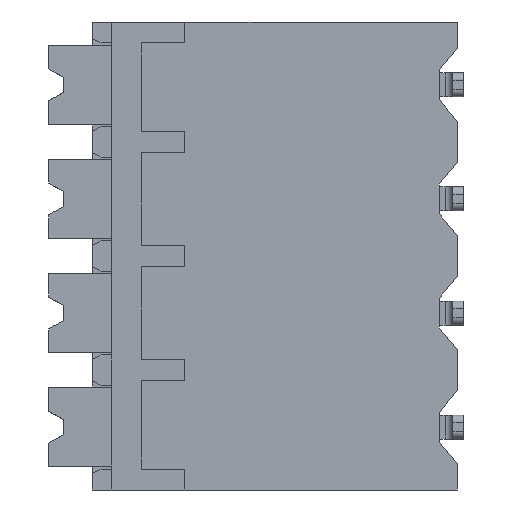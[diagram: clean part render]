
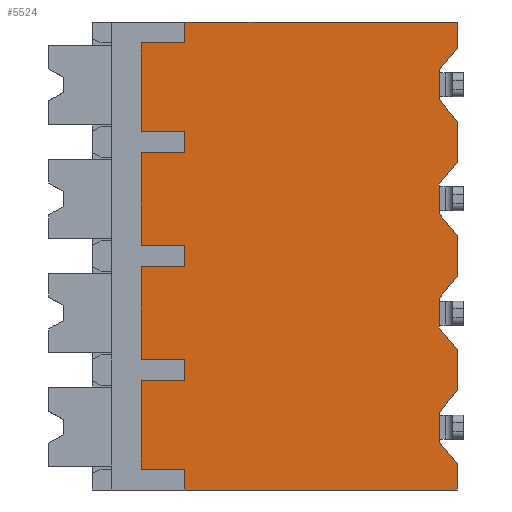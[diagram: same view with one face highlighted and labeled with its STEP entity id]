
A CAD part, left-side view. The second image highlights one B-rep face of the part: STEP entity #5524.
In plain terms, the highlighted planar face has unit normal (-1, 0, 0).
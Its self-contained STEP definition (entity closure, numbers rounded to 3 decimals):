
#50=DIRECTION('',(0.,-1.,0.));
#51=VECTOR('',#50,9.1);
#52=CARTESIAN_POINT('',(0.,9.1,-13.53));
#53=LINE('',#52,#51);
#354=DIRECTION('',(0.,0.,1.));
#355=VECTOR('',#354,0.71);
#356=CARTESIAN_POINT('',(0.,9.1,-9.88));
#357=LINE('',#356,#355);
#358=DIRECTION('',(0.,-1.,0.));
#359=VECTOR('',#358,1.45);
#360=CARTESIAN_POINT('',(0.,10.55,-9.17));
#361=LINE('',#360,#359);
#362=DIRECTION('',(0.,0.,1.));
#363=VECTOR('',#362,3.1);
#364=CARTESIAN_POINT('',(0.,10.55,-9.17));
#365=LINE('',#364,#363);
#366=DIRECTION('',(0.,1.,0.));
#367=VECTOR('',#366,1.45);
#368=CARTESIAN_POINT('',(0.,9.1,-6.07));
#369=LINE('',#368,#367);
#370=DIRECTION('',(0.,0.,1.));
#371=VECTOR('',#370,0.71);
#372=CARTESIAN_POINT('',(0.,9.1,-6.07));
#373=LINE('',#372,#371);
#374=DIRECTION('',(0.,-1.,0.));
#375=VECTOR('',#374,1.45);
#376=CARTESIAN_POINT('',(0.,10.55,-5.36));
#377=LINE('',#376,#375);
#378=DIRECTION('',(0.,0.,1.));
#379=VECTOR('',#378,3.1);
#380=CARTESIAN_POINT('',(0.,10.55,-5.36));
#381=LINE('',#380,#379);
#382=DIRECTION('',(0.,1.,0.));
#383=VECTOR('',#382,1.45);
#384=CARTESIAN_POINT('',(0.,9.1,-2.26));
#385=LINE('',#384,#383);
#386=DIRECTION('',(0.,0.,1.));
#387=VECTOR('',#386,0.71);
#388=CARTESIAN_POINT('',(0.,9.1,-2.26));
#389=LINE('',#388,#387);
#390=DIRECTION('',(0.,-1.,0.));
#391=VECTOR('',#390,1.45);
#392=CARTESIAN_POINT('',(0.,10.55,-1.55));
#393=LINE('',#392,#391);
#394=DIRECTION('',(0.,0.,1.));
#395=VECTOR('',#394,2.95);
#396=CARTESIAN_POINT('',(0.,10.55,-1.55));
#397=LINE('',#396,#395);
#398=DIRECTION('',(0.,1.,0.));
#399=VECTOR('',#398,1.45);
#400=CARTESIAN_POINT('',(0.,9.1,1.4));
#401=LINE('',#400,#399);
#402=DIRECTION('',(0.,0.,1.));
#403=VECTOR('',#402,0.7);
#404=CARTESIAN_POINT('',(0.,9.1,1.4));
#405=LINE('',#404,#403);
#406=DIRECTION('',(0.,-0.643,0.766));
#407=VECTOR('',#406,0.933);
#408=CARTESIAN_POINT('',(0.,0.6,0.5));
#409=LINE('',#408,#407);
#410=DIRECTION('',(0.,0.,1.));
#411=VECTOR('',#410,1.);
#412=CARTESIAN_POINT('',(0.,0.6,-0.5));
#413=LINE('',#412,#411);
#414=DIRECTION('',(0.,0.643,0.766));
#415=VECTOR('',#414,0.933);
#416=CARTESIAN_POINT('',(0.,0.,-1.215));
#417=LINE('',#416,#415);
#418=DIRECTION('',(0.,-0.643,0.766));
#419=VECTOR('',#418,0.933);
#420=CARTESIAN_POINT('',(0.,0.6,-3.31));
#421=LINE('',#420,#419);
#422=DIRECTION('',(0.,0.,1.));
#423=VECTOR('',#422,1.);
#424=CARTESIAN_POINT('',(0.,0.6,-4.31));
#425=LINE('',#424,#423);
#426=DIRECTION('',(0.,0.643,0.766));
#427=VECTOR('',#426,0.933);
#428=CARTESIAN_POINT('',(0.,0.,-5.025));
#429=LINE('',#428,#427);
#430=DIRECTION('',(0.,-0.643,0.766));
#431=VECTOR('',#430,0.933);
#432=CARTESIAN_POINT('',(0.,0.6,-7.12));
#433=LINE('',#432,#431);
#434=DIRECTION('',(0.,0.,1.));
#435=VECTOR('',#434,1.);
#436=CARTESIAN_POINT('',(0.,0.6,-8.12));
#437=LINE('',#436,#435);
#438=DIRECTION('',(0.,0.643,0.766));
#439=VECTOR('',#438,0.933);
#440=CARTESIAN_POINT('',(0.,0.,-8.835));
#441=LINE('',#440,#439);
#442=DIRECTION('',(0.,-0.643,0.766));
#443=VECTOR('',#442,0.933);
#444=CARTESIAN_POINT('',(0.,0.6,-10.93));
#445=LINE('',#444,#443);
#446=DIRECTION('',(0.,0.,1.));
#447=VECTOR('',#446,1.);
#448=CARTESIAN_POINT('',(0.,0.6,-11.93));
#449=LINE('',#448,#447);
#450=DIRECTION('',(0.,0.643,0.766));
#451=VECTOR('',#450,0.933);
#452=CARTESIAN_POINT('',(0.,0.,-12.645));
#453=LINE('',#452,#451);
#454=DIRECTION('',(0.,0.,1.));
#455=VECTOR('',#454,0.7);
#456=CARTESIAN_POINT('',(0.,9.1,-13.53));
#457=LINE('',#456,#455);
#458=DIRECTION('',(0.,-1.,0.));
#459=VECTOR('',#458,1.45);
#460=CARTESIAN_POINT('',(0.,10.55,-12.83));
#461=LINE('',#460,#459);
#462=DIRECTION('',(0.,0.,1.));
#463=VECTOR('',#462,2.95);
#464=CARTESIAN_POINT('',(0.,10.55,-12.83));
#465=LINE('',#464,#463);
#466=DIRECTION('',(0.,1.,0.));
#467=VECTOR('',#466,1.45);
#468=CARTESIAN_POINT('',(0.,9.1,-9.88));
#469=LINE('',#468,#467);
#1164=DIRECTION('',(0.,-1.,0.));
#1165=VECTOR('',#1164,9.1);
#1166=CARTESIAN_POINT('',(0.,9.1,2.1));
#1167=LINE('',#1166,#1165);
#1345=DIRECTION('',(0.,0.,1.));
#1346=VECTOR('',#1345,0.885);
#1347=CARTESIAN_POINT('',(0.,0.,1.215));
#1348=LINE('',#1347,#1346);
#1357=DIRECTION('',(0.,0.,1.));
#1358=VECTOR('',#1357,1.38);
#1359=CARTESIAN_POINT('',(0.,0.,-2.595));
#1360=LINE('',#1359,#1358);
#1377=DIRECTION('',(0.,0.,1.));
#1378=VECTOR('',#1377,1.38);
#1379=CARTESIAN_POINT('',(0.,0.,-6.405));
#1380=LINE('',#1379,#1378);
#1401=DIRECTION('',(0.,0.,1.));
#1402=VECTOR('',#1401,0.885);
#1403=CARTESIAN_POINT('',(0.,0.,-13.53));
#1404=LINE('',#1403,#1402);
#1409=DIRECTION('',(0.,0.,1.));
#1410=VECTOR('',#1409,1.38);
#1411=CARTESIAN_POINT('',(0.,0.,-10.215));
#1412=LINE('',#1411,#1410);
#3921=CARTESIAN_POINT('',(0.,9.1,-13.53));
#3922=VERTEX_POINT('',#3921);
#3923=CARTESIAN_POINT('',(0.,0.,-13.53));
#3924=VERTEX_POINT('',#3923);
#3949=CARTESIAN_POINT('',(0.,9.1,2.1));
#3950=VERTEX_POINT('',#3949);
#3951=CARTESIAN_POINT('',(0.,0.,2.1));
#3952=VERTEX_POINT('',#3951);
#4507=CARTESIAN_POINT('',(0.,9.1,1.4));
#4508=VERTEX_POINT('',#4507);
#4509=CARTESIAN_POINT('',(0.,10.55,1.4));
#4510=VERTEX_POINT('',#4509);
#4515=CARTESIAN_POINT('',(0.,9.1,-12.83));
#4516=VERTEX_POINT('',#4515);
#4517=CARTESIAN_POINT('',(0.,10.55,-12.83));
#4518=VERTEX_POINT('',#4517);
#4679=CARTESIAN_POINT('',(0.,0.,-1.215));
#4680=CARTESIAN_POINT('',(0.,0.6,-0.5));
#4681=VERTEX_POINT('',#4679);
#4682=VERTEX_POINT('',#4680);
#4683=CARTESIAN_POINT('',(0.,0.6,0.5));
#4684=VERTEX_POINT('',#4683);
#4685=CARTESIAN_POINT('',(0.,0.,1.215));
#4686=VERTEX_POINT('',#4685);
#4695=CARTESIAN_POINT('',(0.,0.,-5.025));
#4696=CARTESIAN_POINT('',(0.,0.6,-4.31));
#4697=VERTEX_POINT('',#4695);
#4698=VERTEX_POINT('',#4696);
#4699=CARTESIAN_POINT('',(0.,0.6,-3.31));
#4700=VERTEX_POINT('',#4699);
#4701=CARTESIAN_POINT('',(0.,0.,-2.595));
#4702=VERTEX_POINT('',#4701);
#4711=CARTESIAN_POINT('',(0.,0.,-8.835));
#4712=CARTESIAN_POINT('',(0.,0.6,-8.12));
#4713=VERTEX_POINT('',#4711);
#4714=VERTEX_POINT('',#4712);
#4715=CARTESIAN_POINT('',(0.,0.6,-7.12));
#4716=VERTEX_POINT('',#4715);
#4717=CARTESIAN_POINT('',(0.,0.,-6.405));
#4718=VERTEX_POINT('',#4717);
#4727=CARTESIAN_POINT('',(0.,0.,-12.645));
#4728=CARTESIAN_POINT('',(0.,0.6,-11.93));
#4729=VERTEX_POINT('',#4727);
#4730=VERTEX_POINT('',#4728);
#4731=CARTESIAN_POINT('',(0.,0.6,-10.93));
#4732=VERTEX_POINT('',#4731);
#4733=CARTESIAN_POINT('',(0.,0.,-10.215));
#4734=VERTEX_POINT('',#4733);
#4751=CARTESIAN_POINT('',(0.,9.1,-2.26));
#4752=VERTEX_POINT('',#4751);
#4753=CARTESIAN_POINT('',(0.,9.1,-1.55));
#4754=VERTEX_POINT('',#4753);
#4755=CARTESIAN_POINT('',(0.,10.55,-2.26));
#4756=VERTEX_POINT('',#4755);
#4757=CARTESIAN_POINT('',(0.,10.55,-1.55));
#4758=VERTEX_POINT('',#4757);
#4767=CARTESIAN_POINT('',(0.,9.1,-6.07));
#4768=VERTEX_POINT('',#4767);
#4769=CARTESIAN_POINT('',(0.,9.1,-5.36));
#4770=VERTEX_POINT('',#4769);
#4771=CARTESIAN_POINT('',(0.,10.55,-6.07));
#4772=VERTEX_POINT('',#4771);
#4773=CARTESIAN_POINT('',(0.,10.55,-5.36));
#4774=VERTEX_POINT('',#4773);
#4783=CARTESIAN_POINT('',(0.,9.1,-9.88));
#4784=VERTEX_POINT('',#4783);
#4785=CARTESIAN_POINT('',(0.,9.1,-9.17));
#4786=VERTEX_POINT('',#4785);
#4787=CARTESIAN_POINT('',(0.,10.55,-9.88));
#4788=VERTEX_POINT('',#4787);
#4789=CARTESIAN_POINT('',(0.,10.55,-9.17));
#4790=VERTEX_POINT('',#4789);
#5447=CARTESIAN_POINT('',(0.,9.1,-13.53));
#5448=DIRECTION('',(-1.,0.,0.));
#5449=DIRECTION('',(0.,-1.,0.));
#5450=AXIS2_PLACEMENT_3D('',#5447,#5448,#5449);
#5451=PLANE('',#5450);
#5453=ORIENTED_EDGE('',*,*,#5452,.T.);
#5455=ORIENTED_EDGE('',*,*,#5454,.F.);
#5457=ORIENTED_EDGE('',*,*,#5456,.T.);
#5459=ORIENTED_EDGE('',*,*,#5458,.F.);
#5461=ORIENTED_EDGE('',*,*,#5460,.T.);
#5463=ORIENTED_EDGE('',*,*,#5462,.F.);
#5465=ORIENTED_EDGE('',*,*,#5464,.T.);
#5467=ORIENTED_EDGE('',*,*,#5466,.F.);
#5469=ORIENTED_EDGE('',*,*,#5468,.T.);
#5471=ORIENTED_EDGE('',*,*,#5470,.F.);
#5473=ORIENTED_EDGE('',*,*,#5472,.T.);
#5475=ORIENTED_EDGE('',*,*,#5474,.F.);
#5477=ORIENTED_EDGE('',*,*,#5476,.T.);
#5479=ORIENTED_EDGE('',*,*,#5478,.T.);
#5481=ORIENTED_EDGE('',*,*,#5480,.F.);
#5483=ORIENTED_EDGE('',*,*,#5482,.F.);
#5485=ORIENTED_EDGE('',*,*,#5484,.F.);
#5487=ORIENTED_EDGE('',*,*,#5486,.F.);
#5489=ORIENTED_EDGE('',*,*,#5488,.F.);
#5491=ORIENTED_EDGE('',*,*,#5490,.F.);
#5493=ORIENTED_EDGE('',*,*,#5492,.F.);
#5495=ORIENTED_EDGE('',*,*,#5494,.F.);
#5497=ORIENTED_EDGE('',*,*,#5496,.F.);
#5499=ORIENTED_EDGE('',*,*,#5498,.F.);
#5501=ORIENTED_EDGE('',*,*,#5500,.F.);
#5503=ORIENTED_EDGE('',*,*,#5502,.F.);
#5505=ORIENTED_EDGE('',*,*,#5504,.F.);
#5507=ORIENTED_EDGE('',*,*,#5506,.F.);
#5509=ORIENTED_EDGE('',*,*,#5508,.F.);
#5510=ORIENTED_EDGE('',*,*,#5437,.F.);
#5512=ORIENTED_EDGE('',*,*,#5511,.F.);
#5513=ORIENTED_EDGE('',*,*,#5134,.F.);
#5515=ORIENTED_EDGE('',*,*,#5514,.T.);
#5517=ORIENTED_EDGE('',*,*,#5516,.F.);
#5519=ORIENTED_EDGE('',*,*,#5518,.T.);
#5521=ORIENTED_EDGE('',*,*,#5520,.F.);
#5522=EDGE_LOOP('',(#5453,#5455,#5457,#5459,#5461,#5463,#5465,#5467,#5469,#5471,
#5473,#5475,#5477,#5479,#5481,#5483,#5485,#5487,#5489,#5491,#5493,#5495,#5497,
#5499,#5501,#5503,#5505,#5507,#5509,#5510,#5512,#5513,#5515,#5517,#5519,#5521));
#5523=FACE_OUTER_BOUND('',#5522,.F.);
#5134=EDGE_CURVE('',#3922,#3924,#53,.T.);
#5437=EDGE_CURVE('',#4729,#4730,#453,.T.);
#5452=EDGE_CURVE('',#4784,#4786,#357,.T.);
#5454=EDGE_CURVE('',#4790,#4786,#361,.T.);
#5456=EDGE_CURVE('',#4790,#4772,#365,.T.);
#5458=EDGE_CURVE('',#4768,#4772,#369,.T.);
#5460=EDGE_CURVE('',#4768,#4770,#373,.T.);
#5462=EDGE_CURVE('',#4774,#4770,#377,.T.);
#5464=EDGE_CURVE('',#4774,#4756,#381,.T.);
#5466=EDGE_CURVE('',#4752,#4756,#385,.T.);
#5468=EDGE_CURVE('',#4752,#4754,#389,.T.);
#5470=EDGE_CURVE('',#4758,#4754,#393,.T.);
#5472=EDGE_CURVE('',#4758,#4510,#397,.T.);
#5474=EDGE_CURVE('',#4508,#4510,#401,.T.);
#5476=EDGE_CURVE('',#4508,#3950,#405,.T.);
#5478=EDGE_CURVE('',#3950,#3952,#1167,.T.);
#5480=EDGE_CURVE('',#4686,#3952,#1348,.T.);
#5482=EDGE_CURVE('',#4684,#4686,#409,.T.);
#5484=EDGE_CURVE('',#4682,#4684,#413,.T.);
#5486=EDGE_CURVE('',#4681,#4682,#417,.T.);
#5488=EDGE_CURVE('',#4702,#4681,#1360,.T.);
#5490=EDGE_CURVE('',#4700,#4702,#421,.T.);
#5492=EDGE_CURVE('',#4698,#4700,#425,.T.);
#5494=EDGE_CURVE('',#4697,#4698,#429,.T.);
#5496=EDGE_CURVE('',#4718,#4697,#1380,.T.);
#5498=EDGE_CURVE('',#4716,#4718,#433,.T.);
#5500=EDGE_CURVE('',#4714,#4716,#437,.T.);
#5502=EDGE_CURVE('',#4713,#4714,#441,.T.);
#5504=EDGE_CURVE('',#4734,#4713,#1412,.T.);
#5506=EDGE_CURVE('',#4732,#4734,#445,.T.);
#5508=EDGE_CURVE('',#4730,#4732,#449,.T.);
#5511=EDGE_CURVE('',#3924,#4729,#1404,.T.);
#5514=EDGE_CURVE('',#3922,#4516,#457,.T.);
#5516=EDGE_CURVE('',#4518,#4516,#461,.T.);
#5518=EDGE_CURVE('',#4518,#4788,#465,.T.);
#5520=EDGE_CURVE('',#4784,#4788,#469,.T.);
#5524=ADVANCED_FACE('',(#5523),#5451,.T.);
